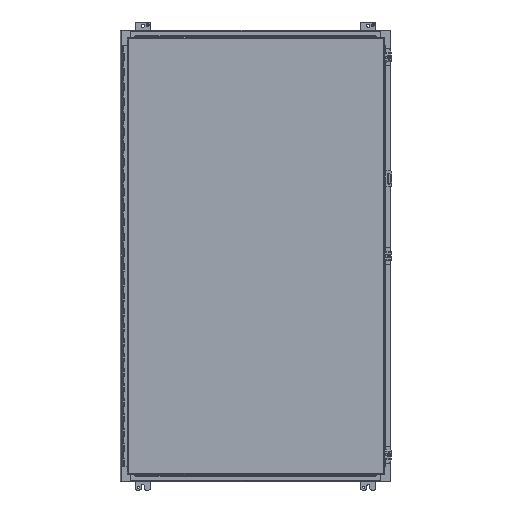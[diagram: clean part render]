
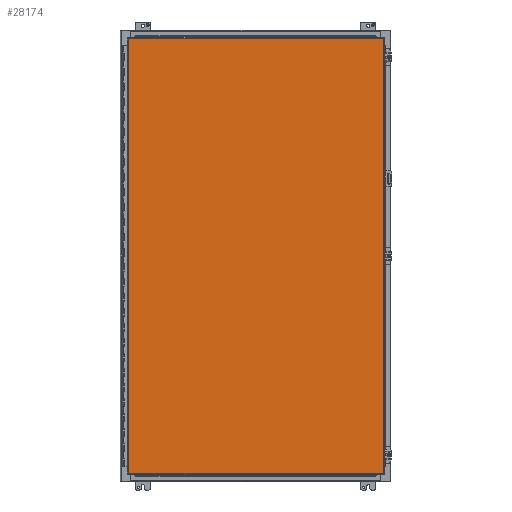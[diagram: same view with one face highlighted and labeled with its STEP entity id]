
A CAD part, front view. The second image highlights one B-rep face of the part: STEP entity #28174.
In plain terms, the highlighted planar face has unit normal (0, -1, 0).
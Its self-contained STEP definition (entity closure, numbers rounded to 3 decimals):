
#80 = VERTEX_POINT ( 'NONE', #31234 ) ;
#906 = ORIENTED_EDGE ( 'NONE', *, *, #31598, .F. ) ;
#4003 = EDGE_CURVE ( 'NONE', #26584, #40153, #65734, .T. ) ;
#5439 = PLANE ( 'NONE',  #63743 ) ;
#10780 = DIRECTION ( 'NONE',  ( 0., -1., 0. ) ) ;
#12165 = ORIENTED_EDGE ( 'NONE', *, *, #29703, .F. ) ;
#13077 = CARTESIAN_POINT ( 'NONE',  ( 17.017, -13.185, -28.994 ) ) ;
#13754 = CARTESIAN_POINT ( 'NONE',  ( -16.955, -13.185, 28.994 ) ) ;
#16198 = DIRECTION ( 'NONE',  ( 0., 0., -1. ) ) ;
#21086 = EDGE_LOOP ( 'NONE', ( #12165, #22754, #37279, #906 ) ) ;
#22754 = ORIENTED_EDGE ( 'NONE', *, *, #31958, .F. ) ;
#24212 = DIRECTION ( 'NONE',  ( 0., 0., -1. ) ) ;
#26584 = VERTEX_POINT ( 'NONE', #65878 ) ;
#28174 = ADVANCED_FACE ( 'NONE', ( #41848 ), #5439, .T. ) ;
#29697 = CARTESIAN_POINT ( 'NONE',  ( -16.955, -13.185, -28.994 ) ) ;
#29703 = EDGE_CURVE ( 'NONE', #80, #68701, #47296, .T. ) ;
#31234 = CARTESIAN_POINT ( 'NONE',  ( 17.017, -13.185, 28.994 ) ) ;
#31598 = EDGE_CURVE ( 'NONE', #68701, #26584, #38831, .T. ) ;
#31958 = EDGE_CURVE ( 'NONE', #40153, #80, #35564, .T. ) ;
#35224 = VECTOR ( 'NONE', #76083, 39.37 ) ;
#35564 = LINE ( 'NONE', #62091, #37815 ) ;
#37279 = ORIENTED_EDGE ( 'NONE', *, *, #4003, .F. ) ;
#37815 = VECTOR ( 'NONE', #53972, 39.37 ) ;
#38831 = LINE ( 'NONE', #13077, #35224 ) ;
#40153 = VERTEX_POINT ( 'NONE', #13754 ) ;
#41259 = VECTOR ( 'NONE', #53877, 39.37 ) ;
#41848 = FACE_OUTER_BOUND ( 'NONE', #21086, .T. ) ;
#44247 = VECTOR ( 'NONE', #16198, 39.37 ) ;
#47296 = LINE ( 'NONE', #72257, #44247 ) ;
#53877 = DIRECTION ( 'NONE',  ( 0., 0., 1. ) ) ;
#53972 = DIRECTION ( 'NONE',  ( 1., 0., 0. ) ) ;
#62091 = CARTESIAN_POINT ( 'NONE',  ( -16.955, -13.185, 28.994 ) ) ;
#63743 = AXIS2_PLACEMENT_3D ( 'NONE', #66792, #10780, #24212 ) ;
#65734 = LINE ( 'NONE', #29697, #41259 ) ;
#65878 = CARTESIAN_POINT ( 'NONE',  ( -16.955, -13.185, -28.995 ) ) ;
#66792 = CARTESIAN_POINT ( 'NONE',  ( -16.955, -13.185, -28.994 ) ) ;
#68701 = VERTEX_POINT ( 'NONE', #78990 ) ;
#72257 = CARTESIAN_POINT ( 'NONE',  ( 17.017, -13.185, 28.994 ) ) ;
#76083 = DIRECTION ( 'NONE',  ( -1., 0., 0. ) ) ;
#78990 = CARTESIAN_POINT ( 'NONE',  ( 17.017, -13.185, -28.994 ) ) ;
